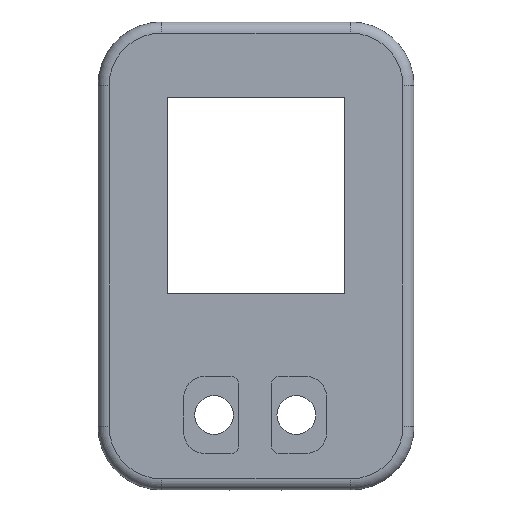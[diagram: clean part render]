
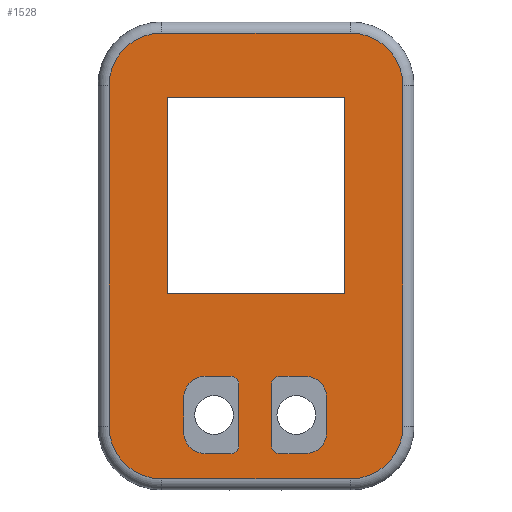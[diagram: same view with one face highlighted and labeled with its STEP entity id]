
A CAD part, top view. The second image highlights one B-rep face of the part: STEP entity #1528.
In plain terms, the highlighted planar face has unit normal (0, 0, 1).
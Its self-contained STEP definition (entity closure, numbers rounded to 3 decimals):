
#1169 = VERTEX_POINT('',#1170);
#1170 = CARTESIAN_POINT('',(-26.6,30.85,9.1));
#1177 = EDGE_CURVE('',#1169,#1178,#1180,.T.);
#1178 = VERTEX_POINT('',#1179);
#1179 = CARTESIAN_POINT('',(-26.6,-30.85,9.1));
#1180 = LINE('',#1181,#1182);
#1181 = CARTESIAN_POINT('',(-26.6,30.85,9.1));
#1182 = VECTOR('',#1183,1.);
#1183 = DIRECTION('',(0.,-1.,0.));
#1227 = VERTEX_POINT('',#1228);
#1228 = CARTESIAN_POINT('',(17.1,40.35,9.1));
#1235 = EDGE_CURVE('',#1227,#1236,#1238,.T.);
#1236 = VERTEX_POINT('',#1237);
#1237 = CARTESIAN_POINT('',(-17.1,40.35,9.1));
#1238 = LINE('',#1239,#1240);
#1239 = CARTESIAN_POINT('',(17.1,40.35,9.1));
#1240 = VECTOR('',#1241,1.);
#1241 = DIRECTION('',(-1.,0.,0.));
#1262 = EDGE_CURVE('',#1236,#1169,#1263,.T.);
#1263 = CIRCLE('',#1264,9.5);
#1264 = AXIS2_PLACEMENT_3D('',#1265,#1266,#1267);
#1265 = CARTESIAN_POINT('',(-17.1,30.85,9.1));
#1266 = DIRECTION('',(0.,-0.,1.));
#1267 = DIRECTION('',(0.,1.,0.));
#1280 = VERTEX_POINT('',#1281);
#1281 = CARTESIAN_POINT('',(-17.1,-40.35,9.1));
#1288 = EDGE_CURVE('',#1178,#1280,#1289,.T.);
#1289 = CIRCLE('',#1290,9.5);
#1290 = AXIS2_PLACEMENT_3D('',#1291,#1292,#1293);
#1291 = CARTESIAN_POINT('',(-17.1,-30.85,9.1));
#1292 = DIRECTION('',(0.,0.,1.));
#1293 = DIRECTION('',(-1.,0.,0.));
#1375 = EDGE_CURVE('',#1280,#1376,#1378,.T.);
#1376 = VERTEX_POINT('',#1377);
#1377 = CARTESIAN_POINT('',(17.1,-40.35,9.1));
#1378 = LINE('',#1379,#1380);
#1379 = CARTESIAN_POINT('',(-17.1,-40.35,9.1));
#1380 = VECTOR('',#1381,1.);
#1381 = DIRECTION('',(1.,0.,0.));
#1528 = ADVANCED_FACE('',(#1529,#1560,#1630,#1700),#1734,.T.);
#1529 = FACE_BOUND('',#1530,.T.);
#1530 = EDGE_LOOP('',(#1531,#1532,#1533,#1534,#1543,#1551,#1558,#1559));
#1531 = ORIENTED_EDGE('',*,*,#1177,.T.);
#1532 = ORIENTED_EDGE('',*,*,#1288,.T.);
#1533 = ORIENTED_EDGE('',*,*,#1375,.T.);
#1534 = ORIENTED_EDGE('',*,*,#1535,.T.);
#1535 = EDGE_CURVE('',#1376,#1536,#1538,.T.);
#1536 = VERTEX_POINT('',#1537);
#1537 = CARTESIAN_POINT('',(26.6,-30.85,9.1));
#1538 = CIRCLE('',#1539,9.5);
#1539 = AXIS2_PLACEMENT_3D('',#1540,#1541,#1542);
#1540 = CARTESIAN_POINT('',(17.1,-30.85,9.1));
#1541 = DIRECTION('',(0.,0.,1.));
#1542 = DIRECTION('',(0.,-1.,0.));
#1543 = ORIENTED_EDGE('',*,*,#1544,.T.);
#1544 = EDGE_CURVE('',#1536,#1545,#1547,.T.);
#1545 = VERTEX_POINT('',#1546);
#1546 = CARTESIAN_POINT('',(26.6,30.85,9.1));
#1547 = LINE('',#1548,#1549);
#1548 = CARTESIAN_POINT('',(26.6,-30.85,9.1));
#1549 = VECTOR('',#1550,1.);
#1550 = DIRECTION('',(0.,1.,0.));
#1551 = ORIENTED_EDGE('',*,*,#1552,.T.);
#1552 = EDGE_CURVE('',#1545,#1227,#1553,.T.);
#1553 = CIRCLE('',#1554,9.5);
#1554 = AXIS2_PLACEMENT_3D('',#1555,#1556,#1557);
#1555 = CARTESIAN_POINT('',(17.1,30.85,9.1));
#1556 = DIRECTION('',(0.,0.,1.));
#1557 = DIRECTION('',(1.,0.,0.));
#1558 = ORIENTED_EDGE('',*,*,#1235,.T.);
#1559 = ORIENTED_EDGE('',*,*,#1262,.T.);
#1560 = FACE_BOUND('',#1561,.T.);
#1561 = EDGE_LOOP('',(#1562,#1572,#1581,#1589,#1598,#1606,#1615,#1623));
#1562 = ORIENTED_EDGE('',*,*,#1563,.F.);
#1563 = EDGE_CURVE('',#1564,#1566,#1568,.T.);
#1564 = VERTEX_POINT('',#1565);
#1565 = CARTESIAN_POINT('',(-13.08,-25.64,9.1));
#1566 = VERTEX_POINT('',#1567);
#1567 = CARTESIAN_POINT('',(-13.08,-31.94,9.1));
#1568 = LINE('',#1569,#1570);
#1569 = CARTESIAN_POINT('',(-13.08,-25.64,9.1));
#1570 = VECTOR('',#1571,1.);
#1571 = DIRECTION('',(0.,-1.,0.));
#1572 = ORIENTED_EDGE('',*,*,#1573,.F.);
#1573 = EDGE_CURVE('',#1574,#1564,#1576,.T.);
#1574 = VERTEX_POINT('',#1575);
#1575 = CARTESIAN_POINT('',(-9.23,-21.79,9.1));
#1576 = CIRCLE('',#1577,3.85);
#1577 = AXIS2_PLACEMENT_3D('',#1578,#1579,#1580);
#1578 = CARTESIAN_POINT('',(-9.23,-25.64,9.1));
#1579 = DIRECTION('',(0.,0.,1.));
#1580 = DIRECTION('',(1.,0.,0.));
#1581 = ORIENTED_EDGE('',*,*,#1582,.F.);
#1582 = EDGE_CURVE('',#1583,#1574,#1585,.T.);
#1583 = VERTEX_POINT('',#1584);
#1584 = CARTESIAN_POINT('',(-4.58,-21.79,9.1));
#1585 = LINE('',#1586,#1587);
#1586 = CARTESIAN_POINT('',(-4.58,-21.79,9.1));
#1587 = VECTOR('',#1588,1.);
#1588 = DIRECTION('',(-1.,0.,0.));
#1589 = ORIENTED_EDGE('',*,*,#1590,.F.);
#1590 = EDGE_CURVE('',#1591,#1583,#1593,.T.);
#1591 = VERTEX_POINT('',#1592);
#1592 = CARTESIAN_POINT('',(-3.08,-23.29,9.1));
#1593 = CIRCLE('',#1594,1.5);
#1594 = AXIS2_PLACEMENT_3D('',#1595,#1596,#1597);
#1595 = CARTESIAN_POINT('',(-4.58,-23.29,9.1));
#1596 = DIRECTION('',(0.,0.,1.));
#1597 = DIRECTION('',(1.,0.,0.));
#1598 = ORIENTED_EDGE('',*,*,#1599,.F.);
#1599 = EDGE_CURVE('',#1600,#1591,#1602,.T.);
#1600 = VERTEX_POINT('',#1601);
#1601 = CARTESIAN_POINT('',(-3.08,-34.29,9.1));
#1602 = LINE('',#1603,#1604);
#1603 = CARTESIAN_POINT('',(-3.08,-34.29,9.1));
#1604 = VECTOR('',#1605,1.);
#1605 = DIRECTION('',(0.,1.,0.));
#1606 = ORIENTED_EDGE('',*,*,#1607,.F.);
#1607 = EDGE_CURVE('',#1608,#1600,#1610,.T.);
#1608 = VERTEX_POINT('',#1609);
#1609 = CARTESIAN_POINT('',(-4.58,-35.79,9.1));
#1610 = CIRCLE('',#1611,1.5);
#1611 = AXIS2_PLACEMENT_3D('',#1612,#1613,#1614);
#1612 = CARTESIAN_POINT('',(-4.58,-34.29,9.1));
#1613 = DIRECTION('',(0.,0.,1.));
#1614 = DIRECTION('',(1.,0.,0.));
#1615 = ORIENTED_EDGE('',*,*,#1616,.F.);
#1616 = EDGE_CURVE('',#1617,#1608,#1619,.T.);
#1617 = VERTEX_POINT('',#1618);
#1618 = CARTESIAN_POINT('',(-9.23,-35.79,9.1));
#1619 = LINE('',#1620,#1621);
#1620 = CARTESIAN_POINT('',(-9.23,-35.79,9.1));
#1621 = VECTOR('',#1622,1.);
#1622 = DIRECTION('',(1.,0.,0.));
#1623 = ORIENTED_EDGE('',*,*,#1624,.F.);
#1624 = EDGE_CURVE('',#1566,#1617,#1625,.T.);
#1625 = CIRCLE('',#1626,3.85);
#1626 = AXIS2_PLACEMENT_3D('',#1627,#1628,#1629);
#1627 = CARTESIAN_POINT('',(-9.23,-31.94,9.1));
#1628 = DIRECTION('',(0.,0.,1.));
#1629 = DIRECTION('',(1.,0.,0.));
#1630 = FACE_BOUND('',#1631,.T.);
#1631 = EDGE_LOOP('',(#1632,#1642,#1651,#1659,#1668,#1676,#1685,#1693));
#1632 = ORIENTED_EDGE('',*,*,#1633,.F.);
#1633 = EDGE_CURVE('',#1634,#1636,#1638,.T.);
#1634 = VERTEX_POINT('',#1635);
#1635 = CARTESIAN_POINT('',(2.8,-23.29,9.1));
#1636 = VERTEX_POINT('',#1637);
#1637 = CARTESIAN_POINT('',(2.8,-34.29,9.1));
#1638 = LINE('',#1639,#1640);
#1639 = CARTESIAN_POINT('',(2.8,-23.29,9.1));
#1640 = VECTOR('',#1641,1.);
#1641 = DIRECTION('',(0.,-1.,0.));
#1642 = ORIENTED_EDGE('',*,*,#1643,.F.);
#1643 = EDGE_CURVE('',#1644,#1634,#1646,.T.);
#1644 = VERTEX_POINT('',#1645);
#1645 = CARTESIAN_POINT('',(4.3,-21.79,9.1));
#1646 = CIRCLE('',#1647,1.5);
#1647 = AXIS2_PLACEMENT_3D('',#1648,#1649,#1650);
#1648 = CARTESIAN_POINT('',(4.3,-23.29,9.1));
#1649 = DIRECTION('',(0.,0.,1.));
#1650 = DIRECTION('',(1.,0.,0.));
#1651 = ORIENTED_EDGE('',*,*,#1652,.F.);
#1652 = EDGE_CURVE('',#1653,#1644,#1655,.T.);
#1653 = VERTEX_POINT('',#1654);
#1654 = CARTESIAN_POINT('',(8.95,-21.79,9.1));
#1655 = LINE('',#1656,#1657);
#1656 = CARTESIAN_POINT('',(8.95,-21.79,9.1));
#1657 = VECTOR('',#1658,1.);
#1658 = DIRECTION('',(-1.,0.,0.));
#1659 = ORIENTED_EDGE('',*,*,#1660,.F.);
#1660 = EDGE_CURVE('',#1661,#1653,#1663,.T.);
#1661 = VERTEX_POINT('',#1662);
#1662 = CARTESIAN_POINT('',(12.8,-25.64,9.1));
#1663 = CIRCLE('',#1664,3.85);
#1664 = AXIS2_PLACEMENT_3D('',#1665,#1666,#1667);
#1665 = CARTESIAN_POINT('',(8.95,-25.64,9.1));
#1666 = DIRECTION('',(0.,0.,1.));
#1667 = DIRECTION('',(1.,0.,0.));
#1668 = ORIENTED_EDGE('',*,*,#1669,.F.);
#1669 = EDGE_CURVE('',#1670,#1661,#1672,.T.);
#1670 = VERTEX_POINT('',#1671);
#1671 = CARTESIAN_POINT('',(12.8,-31.94,9.1));
#1672 = LINE('',#1673,#1674);
#1673 = CARTESIAN_POINT('',(12.8,-31.94,9.1));
#1674 = VECTOR('',#1675,1.);
#1675 = DIRECTION('',(0.,1.,0.));
#1676 = ORIENTED_EDGE('',*,*,#1677,.F.);
#1677 = EDGE_CURVE('',#1678,#1670,#1680,.T.);
#1678 = VERTEX_POINT('',#1679);
#1679 = CARTESIAN_POINT('',(8.95,-35.79,9.1));
#1680 = CIRCLE('',#1681,3.85);
#1681 = AXIS2_PLACEMENT_3D('',#1682,#1683,#1684);
#1682 = CARTESIAN_POINT('',(8.95,-31.94,9.1));
#1683 = DIRECTION('',(0.,0.,1.));
#1684 = DIRECTION('',(1.,0.,0.));
#1685 = ORIENTED_EDGE('',*,*,#1686,.F.);
#1686 = EDGE_CURVE('',#1687,#1678,#1689,.T.);
#1687 = VERTEX_POINT('',#1688);
#1688 = CARTESIAN_POINT('',(4.3,-35.79,9.1));
#1689 = LINE('',#1690,#1691);
#1690 = CARTESIAN_POINT('',(4.3,-35.79,9.1));
#1691 = VECTOR('',#1692,1.);
#1692 = DIRECTION('',(1.,0.,0.));
#1693 = ORIENTED_EDGE('',*,*,#1694,.F.);
#1694 = EDGE_CURVE('',#1636,#1687,#1695,.T.);
#1695 = CIRCLE('',#1696,1.5);
#1696 = AXIS2_PLACEMENT_3D('',#1697,#1698,#1699);
#1697 = CARTESIAN_POINT('',(4.3,-34.29,9.1));
#1698 = DIRECTION('',(0.,0.,1.));
#1699 = DIRECTION('',(1.,0.,0.));
#1700 = FACE_BOUND('',#1701,.T.);
#1701 = EDGE_LOOP('',(#1702,#1712,#1720,#1728));
#1702 = ORIENTED_EDGE('',*,*,#1703,.F.);
#1703 = EDGE_CURVE('',#1704,#1706,#1708,.T.);
#1704 = VERTEX_POINT('',#1705);
#1705 = CARTESIAN_POINT('',(-16.1,28.6,9.1));
#1706 = VERTEX_POINT('',#1707);
#1707 = CARTESIAN_POINT('',(-16.1,-6.8,9.1));
#1708 = LINE('',#1709,#1710);
#1709 = CARTESIAN_POINT('',(-16.1,28.6,9.1));
#1710 = VECTOR('',#1711,1.);
#1711 = DIRECTION('',(0.,-1.,0.));
#1712 = ORIENTED_EDGE('',*,*,#1713,.F.);
#1713 = EDGE_CURVE('',#1714,#1704,#1716,.T.);
#1714 = VERTEX_POINT('',#1715);
#1715 = CARTESIAN_POINT('',(16.1,28.6,9.1));
#1716 = LINE('',#1717,#1718);
#1717 = CARTESIAN_POINT('',(16.1,28.6,9.1));
#1718 = VECTOR('',#1719,1.);
#1719 = DIRECTION('',(-1.,0.,0.));
#1720 = ORIENTED_EDGE('',*,*,#1721,.F.);
#1721 = EDGE_CURVE('',#1722,#1714,#1724,.T.);
#1722 = VERTEX_POINT('',#1723);
#1723 = CARTESIAN_POINT('',(16.1,-6.8,9.1));
#1724 = LINE('',#1725,#1726);
#1725 = CARTESIAN_POINT('',(16.1,-6.8,9.1));
#1726 = VECTOR('',#1727,1.);
#1727 = DIRECTION('',(0.,1.,0.));
#1728 = ORIENTED_EDGE('',*,*,#1729,.F.);
#1729 = EDGE_CURVE('',#1706,#1722,#1730,.T.);
#1730 = LINE('',#1731,#1732);
#1731 = CARTESIAN_POINT('',(-16.1,-6.8,9.1));
#1732 = VECTOR('',#1733,1.);
#1733 = DIRECTION('',(1.,0.,0.));
#1734 = PLANE('',#1735);
#1735 = AXIS2_PLACEMENT_3D('',#1736,#1737,#1738);
#1736 = CARTESIAN_POINT('',(0.,0.,9.1));
#1737 = DIRECTION('',(0.,0.,1.));
#1738 = DIRECTION('',(1.,0.,0.));
